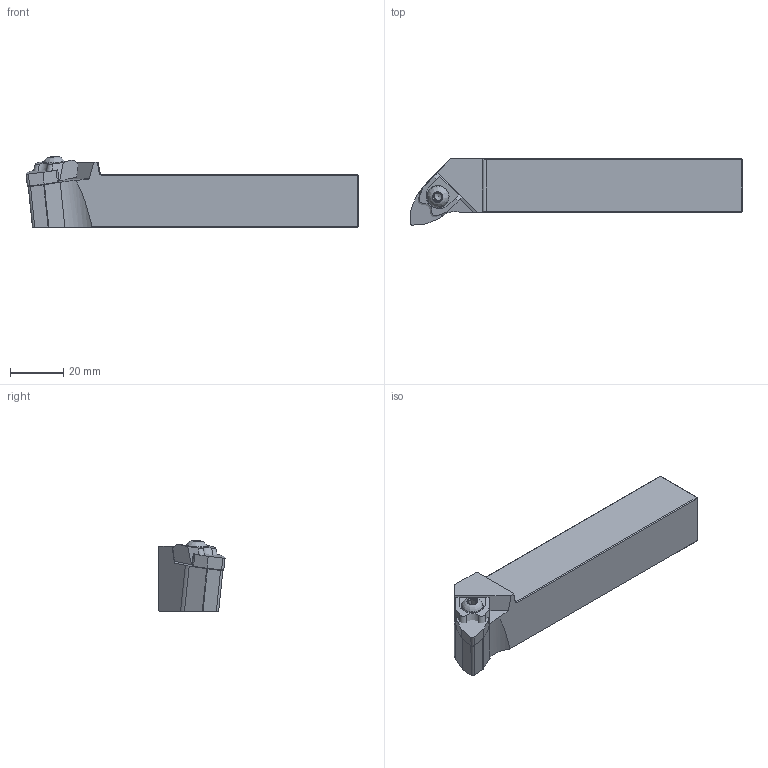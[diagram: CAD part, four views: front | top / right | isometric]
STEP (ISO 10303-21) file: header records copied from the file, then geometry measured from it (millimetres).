
FILE_DESCRIPTION(/* description */ (''),/* implementation_level */ '2;1');
FILE_NAME(/* name */ 'MWLNR-2020-K06.stp',/* time_stamp */ '2023-10-04T10:06:08+03:00',/* author */ (''),/* organization */ (''),/* preprocessor_version */ 'ST-DEVELOPER v19.4',/* originating_system */ 'SIEMENS PLM Software NX2306.3001',/* authorisation */ '');
FILE_SCHEMA (('AUTOMOTIVE_DESIGN { 1 0 10303 214 3 1 1 1 }'));
Length unit declared in the file: millimetre
Products named in the file (1): MWLNR-2020-K06
Bounding box: 124.93 x 24.92 x 26.7 mm (x, y, z)
Volume: 49342.3 mm3; surface area: 11566.9 mm2
Topology: 2 solids, 2 shells, 101 faces, 258 edges, 161 vertices
Faces by surface type: plane 70, cylinder 17, cone 6, extrusion 3, bspline 3, torus 2
Full cylindrical faces by diameter (mm): 4.9 x1, 5.3 x1, 7 x1
Entity records: 3720 total; most frequent: CARTESIAN_POINT 1310, ORIENTED_EDGE 486, DIRECTION 482, EDGE_CURVE 243, VECTOR 170, LINE 167, VERTEX_POINT 157, AXIS2_PLACEMENT_3D 156
